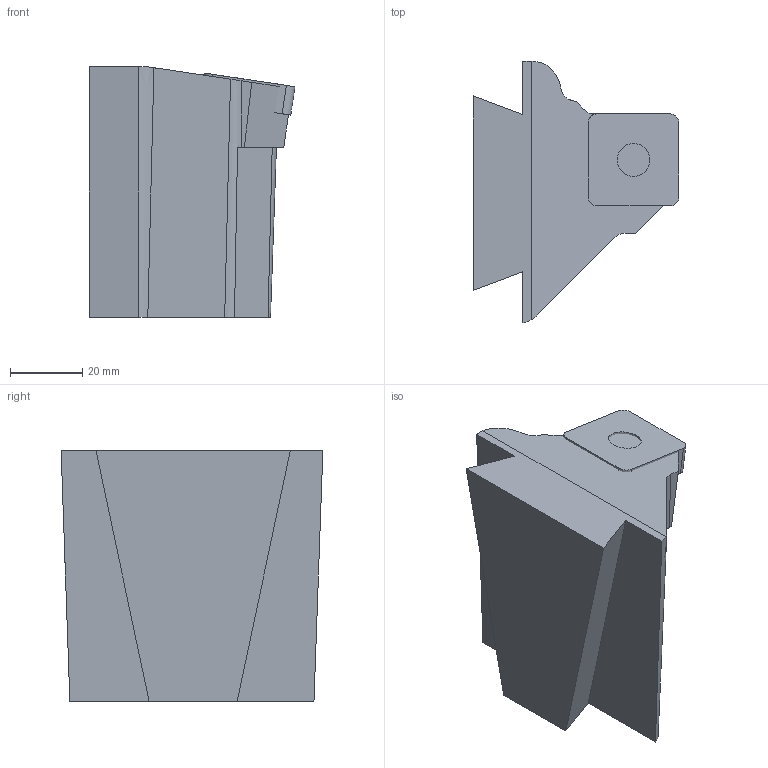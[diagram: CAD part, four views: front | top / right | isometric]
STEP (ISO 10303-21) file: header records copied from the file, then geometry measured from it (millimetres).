
FILE_DESCRIPTION(/* description */ (''),/* implementation_level */ '2;1');
FILE_NAME(/* name */ 'KHPSSNL25_SIM.stp',/* time_stamp */ '2023-02-04T09:37:04+01:00',/* author */ (''),/* organization */ (''),/* preprocessor_version */ 'ST-DEVELOPER v18.102',/* originating_system */ 'SIEMENS PLM Software NX 2027',/* authorisation */ '');
FILE_SCHEMA (('AUTOMOTIVE_DESIGN { 1 0 10303 214 3 1 1 1 }'));
Length unit declared in the file: millimetre
Products named in the file (1): model1
Bounding box: 56.93 x 72.37 x 69.25 mm (x, y, z)
Volume: 144582.5 mm3; surface area: 21862.8 mm2
Topology: 2 solids, 2 shells, 41 faces, 111 edges, 74 vertices
Faces by surface type: plane 28, cone 7, cylinder 6
Full cylindrical faces by diameter (mm): 9.12 x1
Entity records: 1336 total; most frequent: CARTESIAN_POINT 246, ORIENTED_EDGE 220, DIRECTION 220, EDGE_CURVE 110, LINE 76, VECTOR 76, VERTEX_POINT 74, AXIS2_PLACEMENT_3D 72
